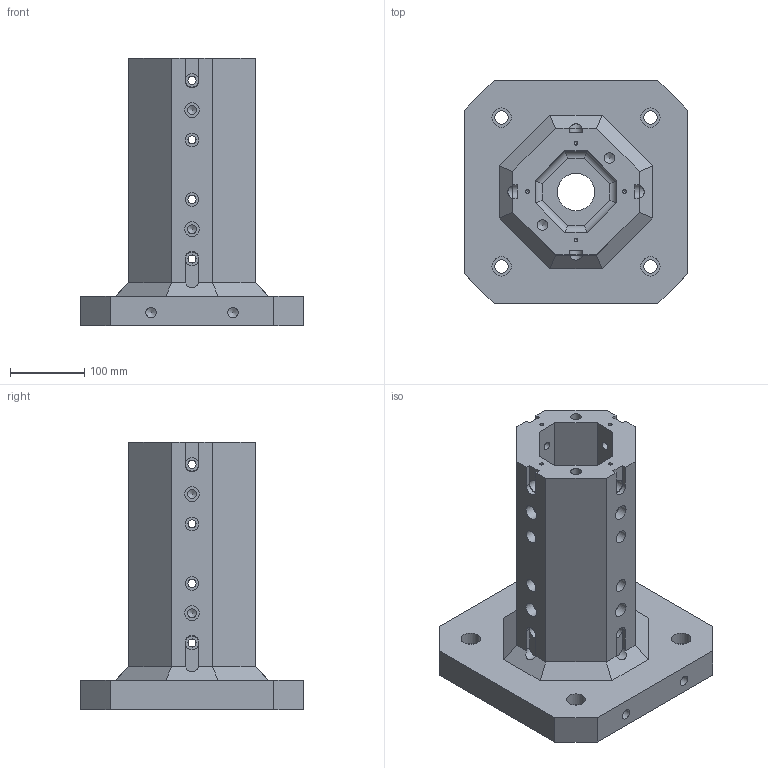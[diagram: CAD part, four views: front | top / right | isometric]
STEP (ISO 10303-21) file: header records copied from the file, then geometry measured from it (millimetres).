
FILE_DESCRIPTION( ( 'Unknown' ), '1' );
FILE_NAME( 'SVF-5030-300CB8-80.stp', 'Unknown', ( 'S.C.H' ), ( 'Unknown' ), 'XStep 1.0', 'Unknown', ' ' );
FILE_SCHEMA( ( 'CONFIG_CONTROL_DESIGN' ) );
Length unit declared in the file: millimetre
Products named in the file (1): 1
Bounding box: 300 x 300 x 360 mm (x, y, z)
Volume: 7540075 mm3; surface area: 544663.4 mm2
Topology: 1 solids, 1 shells, 199 faces, 486 edges, 311 vertices
Faces by surface type: plane 96, cylinder 86, cone 17
Full cylindrical faces by diameter (mm): 5 x4, 10.8 x16, 12 x8, 14 x5, 18 x20, 20 x8, 26 x4, 50 x1
Entity records: 5314 total; most frequent: DIRECTION 948, CARTESIAN_POINT 861, ORIENTED_EDGE 736, AXIS2_PLACEMENT_3D 380, EDGE_CURVE 368, EDGE_LOOP 346, VERTEX_POINT 293, FACE_OUTER_BOUND 265
